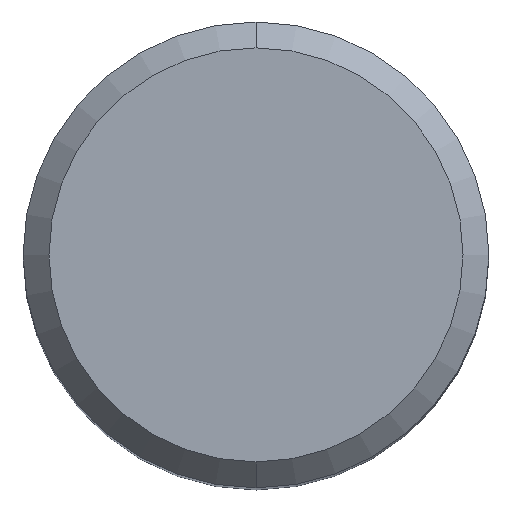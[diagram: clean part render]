
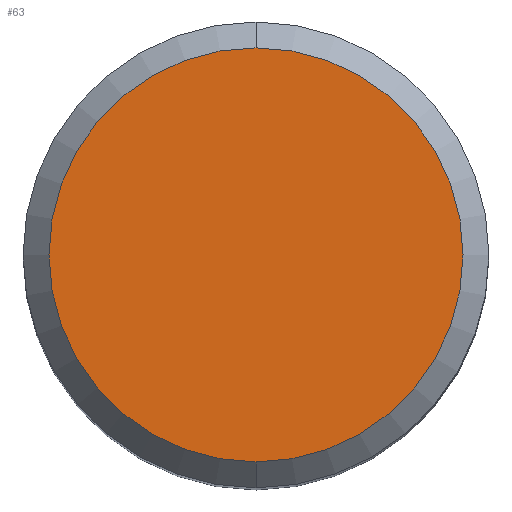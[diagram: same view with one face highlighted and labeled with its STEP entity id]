
A CAD part, top view. The second image highlights one B-rep face of the part: STEP entity #63.
In plain terms, the highlighted planar face has unit normal (0, 0, 1).
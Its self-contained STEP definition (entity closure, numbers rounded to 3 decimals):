
#50=PLANE('',#326);
#63=ADVANCED_FACE('',(#81),#50,.F.);
#81=FACE_OUTER_BOUND('',#95,.T.);
#95=EDGE_LOOP('',(#152,#153));
#108=CIRCLE('',#322,8.);
#109=CIRCLE('',#324,8.);
#152=ORIENTED_EDGE('',*,*,#189,.F.);
#153=ORIENTED_EDGE('',*,*,#187,.F.);
#166=VERTEX_POINT('',#472);
#167=VERTEX_POINT('',#474);
#187=EDGE_CURVE('',#166,#167,#108,.T.);
#189=EDGE_CURVE('',#167,#166,#109,.T.);
#322=AXIS2_PLACEMENT_3D('',#473,#404,#405);
#324=AXIS2_PLACEMENT_3D('',#477,#409,#410);
#326=AXIS2_PLACEMENT_3D('',#479,#413,#414);
#404=DIRECTION('',(0.,0.,-1.));
#405=DIRECTION('',(0.,-1.,0.));
#409=DIRECTION('',(0.,0.,-1.));
#410=DIRECTION('',(0.,1.,0.));
#413=DIRECTION('',(0.,0.,-1.));
#414=DIRECTION('',(0.,1.,0.));
#472=CARTESIAN_POINT('',(0.,-8.,119.));
#473=CARTESIAN_POINT('',(0.,0.,119.));
#474=CARTESIAN_POINT('',(0.,8.,119.));
#477=CARTESIAN_POINT('',(0.,0.,119.));
#479=CARTESIAN_POINT('',(0.,0.,119.));
